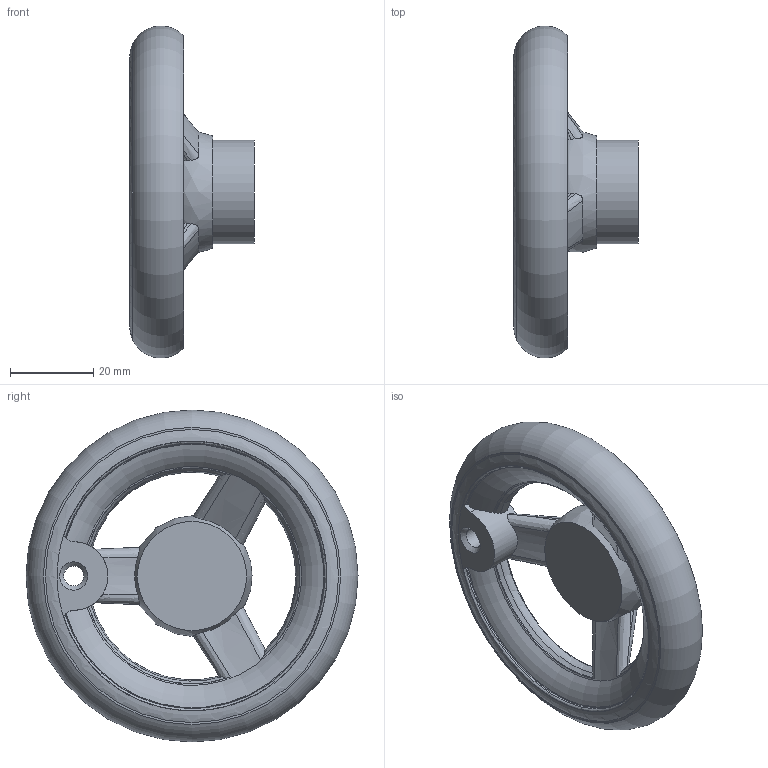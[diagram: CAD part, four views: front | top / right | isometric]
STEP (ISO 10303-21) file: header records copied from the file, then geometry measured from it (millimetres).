
FILE_DESCRIPTION(/* description */ (''),/* implementation_level */ '2;1');
FILE_NAME(/* name */ 'DI_80_N',/* time_stamp */ '2012-11-23T15:27:28+08:00',/* author */ (''),/* organization */ (''),/* preprocessor_version */ 'ST-DEVELOPER v9',/* originating_system */ 'UGS - NX 4.0',/* authorisation */ '');
FILE_SCHEMA (('CONFIG_CONTROL_DESIGN'));
Length unit declared in the file: millimetre
Products named in the file (1): Admi2B8Exjcn
Bounding box: 30 x 79.99 x 79.99 mm (x, y, z)
Volume: 34605.5 mm3; surface area: 13815.7 mm2
Topology: 1 solids, 1 shells, 58 faces, 164 edges, 108 vertices
Faces by surface type: torus 16, bspline 13, plane 12, cylinder 9, cone 8
Full cylindrical faces by diameter (mm): 4.8 x1, 25 x1
Entity records: 2536 total; most frequent: CARTESIAN_POINT 1187, ORIENTED_EDGE 300, DIRECTION 196, EDGE_CURVE 150, VERTEX_POINT 105, B_SPLINE_CURVE_WITH_KNOTS 95, AXIS2_PLACEMENT_3D 95, EDGE_LOOP 77
